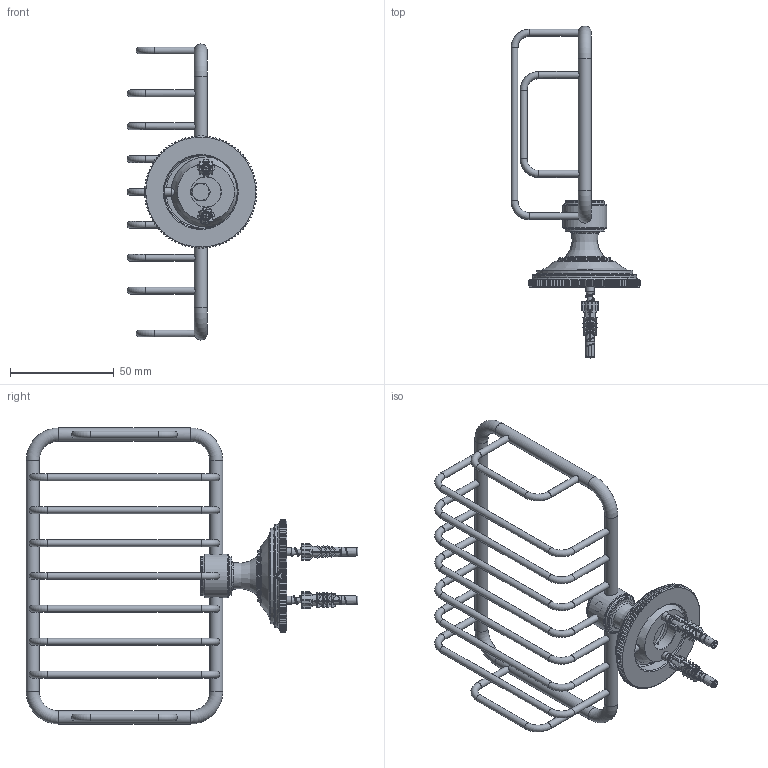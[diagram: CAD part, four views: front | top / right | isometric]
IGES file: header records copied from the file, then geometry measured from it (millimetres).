
Global section: file name: No Iges File Name specified; native system: Autodesk Inventor 2012; preprocessor: AutoDesk Inventor Iges Exporter R2012; author: adaniels; date: 20130319.120439; units: millimetre
Bounding box: 62.45 x 159.5 x 142.34 mm (x, y, z)
Volume: 52183.9 mm3; surface area: 39529.3 mm2
Topology: 13 solids, 13 shells, 1178 faces, 2966 edges, 1811 vertices
Faces by surface type: plane 663, cone 220, cylinder 169, revolution 83, torus 39, bspline 4
Full cylindrical faces by diameter (mm): 3.3 x27, 3.92 x2, 4 x3, 5 x1, 6.32 x4, 6.88 x1, 8.2 x2, 17.6 x2, 18.6 x2, 20 x1, 21 x1, 25 x1, 46 x1, 50 x1
